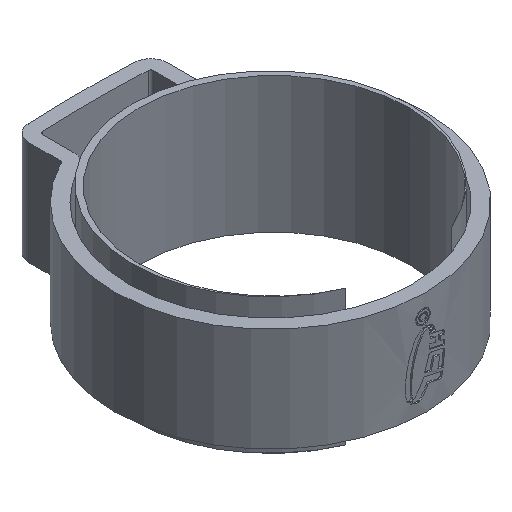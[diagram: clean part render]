
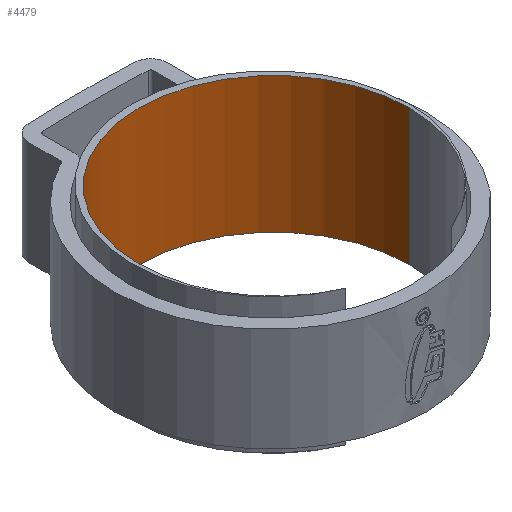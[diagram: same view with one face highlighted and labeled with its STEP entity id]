
A CAD part, isometric view. The second image highlights one B-rep face of the part: STEP entity #4479.
In plain terms, the highlighted cylindrical face has radius 9.76 mm (diameter 19.52 mm), a partial arc.
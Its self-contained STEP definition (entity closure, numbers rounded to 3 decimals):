
#35 = AXIS2_PLACEMENT_3D ( 'NONE', #3618, #4808, #634 ) ;
#116 = VERTEX_POINT ( 'NONE', #1746 ) ;
#337 = LINE ( 'NONE', #3837, #4422 ) ;
#343 = LINE ( 'NONE', #3258, #2911 ) ;
#361 = ORIENTED_EDGE ( 'NONE', *, *, #1997, .F. ) ;
#634 = DIRECTION ( 'NONE',  ( 1., 0., 0. ) ) ;
#774 = CARTESIAN_POINT ( 'NONE',  ( 0., -0.26, -4.9 ) ) ;
#845 = CARTESIAN_POINT ( 'NONE',  ( 9.76, -0.26, -4.9 ) ) ;
#1222 = DIRECTION ( 'NONE',  ( 0., 0., -1. ) ) ;
#1454 = EDGE_LOOP ( 'NONE', ( #3631, #361, #2156, #3182 ) ) ;
#1742 = DIRECTION ( 'NONE',  ( 0., 0., -1. ) ) ;
#1746 = CARTESIAN_POINT ( 'NONE',  ( 9.76, -0.26, 4.9 ) ) ;
#1997 = EDGE_CURVE ( 'NONE', #4724, #116, #2996, .T. ) ;
#2113 = FACE_OUTER_BOUND ( 'NONE', #1454, .T. ) ;
#2156 = ORIENTED_EDGE ( 'NONE', *, *, #3219, .T. ) ;
#2367 = VERTEX_POINT ( 'NONE', #4668 ) ;
#2704 = EDGE_CURVE ( 'NONE', #116, #3122, #337, .T. ) ;
#2911 = VECTOR ( 'NONE', #1222, 1000. ) ;
#2914 = AXIS2_PLACEMENT_3D ( 'NONE', #774, #5320, #4490 ) ;
#2996 = CIRCLE ( 'NONE', #35, 9.76 ) ;
#3122 = VERTEX_POINT ( 'NONE', #845 ) ;
#3182 = ORIENTED_EDGE ( 'NONE', *, *, #4216, .T. ) ;
#3219 = EDGE_CURVE ( 'NONE', #4724, #2367, #343, .T. ) ;
#3252 = DIRECTION ( 'NONE',  ( -1., 0., 0. ) ) ;
#3258 = CARTESIAN_POINT ( 'NONE',  ( -9.76, -0.26, 4.9 ) ) ;
#3618 = CARTESIAN_POINT ( 'NONE',  ( 0., -0.26, 4.9 ) ) ;
#3631 = ORIENTED_EDGE ( 'NONE', *, *, #2704, .F. ) ;
#3837 = CARTESIAN_POINT ( 'NONE',  ( 9.76, -0.26, 4.9 ) ) ;
#4216 = EDGE_CURVE ( 'NONE', #2367, #3122, #5288, .T. ) ;
#4422 = VECTOR ( 'NONE', #1742, 1000. ) ;
#4479 = ADVANCED_FACE ( 'NONE', ( #2113 ), #4509, .F. ) ;
#4490 = DIRECTION ( 'NONE',  ( 1., 0., 0. ) ) ;
#4509 = CYLINDRICAL_SURFACE ( 'NONE', #4695, 9.76 ) ;
#4668 = CARTESIAN_POINT ( 'NONE',  ( -9.76, -0.26, -4.9 ) ) ;
#4695 = AXIS2_PLACEMENT_3D ( 'NONE', #4993, #5337, #3252 ) ;
#4724 = VERTEX_POINT ( 'NONE', #5356 ) ;
#4808 = DIRECTION ( 'NONE',  ( 0., 0., -1. ) ) ;
#4993 = CARTESIAN_POINT ( 'NONE',  ( 0., -0.26, 4.9 ) ) ;
#5288 = CIRCLE ( 'NONE', #2914, 9.76 ) ;
#5320 = DIRECTION ( 'NONE',  ( 0., 0., -1. ) ) ;
#5337 = DIRECTION ( 'NONE',  ( 0., 0., -1. ) ) ;
#5356 = CARTESIAN_POINT ( 'NONE',  ( -9.76, -0.26, 4.9 ) ) ;
